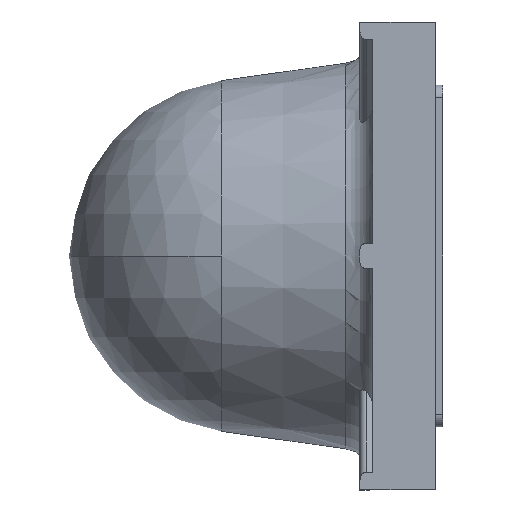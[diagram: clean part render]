
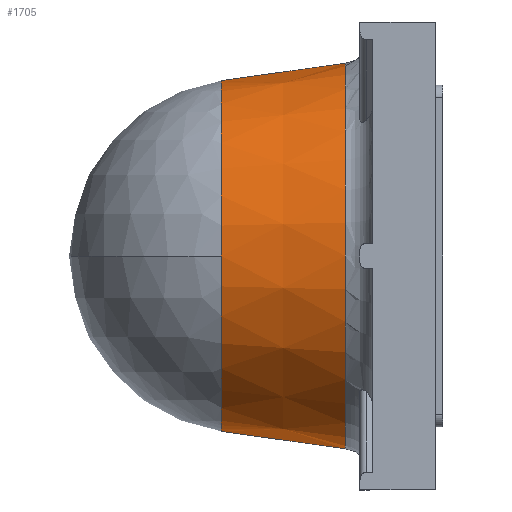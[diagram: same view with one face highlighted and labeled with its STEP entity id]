
A CAD part, left-side view. The second image highlights one B-rep face of the part: STEP entity #1705.
In plain terms, the highlighted conical face has half-angle 8 degrees and reference radius 1.386 mm.
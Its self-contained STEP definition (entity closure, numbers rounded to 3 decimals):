
#56 = CARTESIAN_POINT ( 'NONE',  ( 0., 1.751, 1.386 ) ) ;
#221 = DIRECTION ( 'NONE',  ( 0., 0., -1. ) ) ;
#230 = DIRECTION ( 'NONE',  ( 0., 0., -1. ) ) ;
#263 = EDGE_CURVE ( 'NONE', #1812, #2864, #981, .T. ) ;
#468 = CARTESIAN_POINT ( 'NONE',  ( 0., 1.751, 1.386 ) ) ;
#493 = CARTESIAN_POINT ( 'NONE',  ( 0., 1.751, 0. ) ) ;
#508 = CONICAL_SURFACE ( 'NONE', #2882, 1.386, 0.14 ) ;
#585 = FACE_OUTER_BOUND ( 'NONE', #1929, .T. ) ;
#696 = EDGE_CURVE ( 'NONE', #733, #2569, #2030, .T. ) ;
#714 = CARTESIAN_POINT ( 'NONE',  ( 0., 1.751, 0. ) ) ;
#733 = VERTEX_POINT ( 'NONE', #468 ) ;
#813 = CARTESIAN_POINT ( 'NONE',  ( 0., 1.751, -1.386 ) ) ;
#849 = DIRECTION ( 'NONE',  ( 0., 0., 1. ) ) ;
#889 = ORIENTED_EDGE ( 'NONE', *, *, #1964, .T. ) ;
#931 = AXIS2_PLACEMENT_3D ( 'NONE', #2397, #2655, #2174 ) ;
#981 = CIRCLE ( 'NONE', #2856, 1.524 ) ;
#1063 = DIRECTION ( 'NONE',  ( 0., -0.99, -0.139 ) ) ;
#1102 = CARTESIAN_POINT ( 'NONE',  ( 0., 0.771, 0. ) ) ;
#1454 = AXIS2_PLACEMENT_3D ( 'NONE', #493, #1969, #230 ) ;
#1539 = ORIENTED_EDGE ( 'NONE', *, *, #263, .T. ) ;
#1701 = CARTESIAN_POINT ( 'NONE',  ( 0., 0.771, 1.524 ) ) ;
#1705 = ADVANCED_FACE ( 'NONE', ( #585 ), #508, .T. ) ;
#1753 = CARTESIAN_POINT ( 'NONE',  ( 0., 1.751, -1.386 ) ) ;
#1785 = DIRECTION ( 'NONE',  ( 0., -0.99, 0.139 ) ) ;
#1812 = VERTEX_POINT ( 'NONE', #2107 ) ;
#1831 = ORIENTED_EDGE ( 'NONE', *, *, #2025, .F. ) ;
#1848 = LINE ( 'NONE', #813, #2501 ) ;
#1929 = EDGE_LOOP ( 'NONE', ( #1831, #3145, #2307, #889, #1539 ) ) ;
#1954 = DIRECTION ( 'NONE',  ( 0., -1., 0. ) ) ;
#1964 = EDGE_CURVE ( 'NONE', #2718, #1812, #1848, .T. ) ;
#1969 = DIRECTION ( 'NONE',  ( 0., -1., 0. ) ) ;
#2025 = EDGE_CURVE ( 'NONE', #733, #2864, #2348, .T. ) ;
#2030 = CIRCLE ( 'NONE', #931, 1.386 ) ;
#2107 = CARTESIAN_POINT ( 'NONE',  ( 0., 0.771, -1.524 ) ) ;
#2174 = DIRECTION ( 'NONE',  ( 0., 0., -1. ) ) ;
#2189 = EDGE_CURVE ( 'NONE', #2569, #2718, #2941, .T. ) ;
#2307 = ORIENTED_EDGE ( 'NONE', *, *, #2189, .T. ) ;
#2348 = LINE ( 'NONE', #56, #2828 ) ;
#2397 = CARTESIAN_POINT ( 'NONE',  ( 0., 1.751, 0. ) ) ;
#2501 = VECTOR ( 'NONE', #1063, 1000. ) ;
#2569 = VERTEX_POINT ( 'NONE', #3030 ) ;
#2570 = DIRECTION ( 'NONE',  ( 0., 1., 0. ) ) ;
#2655 = DIRECTION ( 'NONE',  ( 0., -1., 0. ) ) ;
#2718 = VERTEX_POINT ( 'NONE', #1753 ) ;
#2828 = VECTOR ( 'NONE', #1785, 1000. ) ;
#2856 = AXIS2_PLACEMENT_3D ( 'NONE', #1102, #2570, #849 ) ;
#2864 = VERTEX_POINT ( 'NONE', #1701 ) ;
#2882 = AXIS2_PLACEMENT_3D ( 'NONE', #714, #1954, #221 ) ;
#2941 = CIRCLE ( 'NONE', #1454, 1.386 ) ;
#3030 = CARTESIAN_POINT ( 'NONE',  ( -1.386, 1.751, 0. ) ) ;
#3145 = ORIENTED_EDGE ( 'NONE', *, *, #696, .T. ) ;
